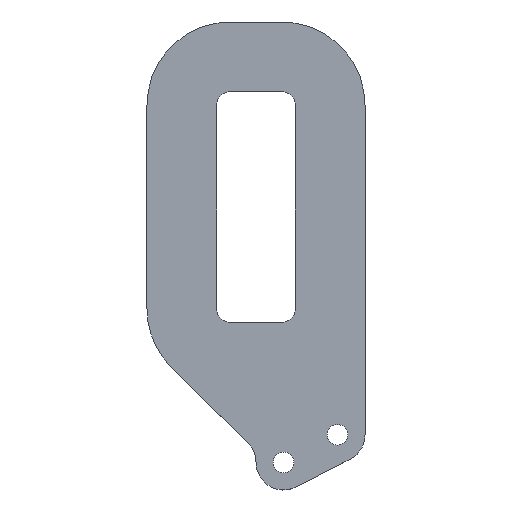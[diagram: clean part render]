
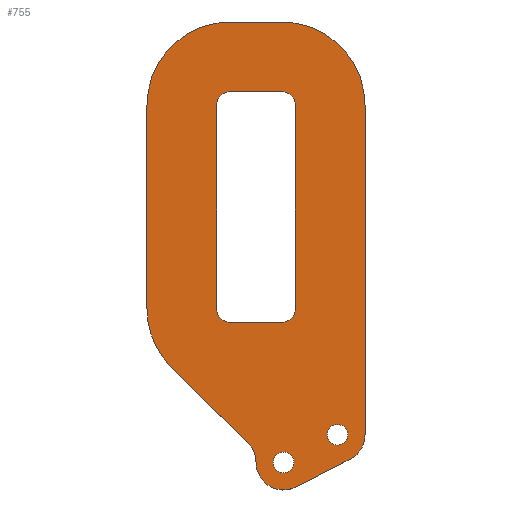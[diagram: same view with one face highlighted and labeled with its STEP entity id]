
A CAD part, top view. The second image highlights one B-rep face of the part: STEP entity #755.
In plain terms, the highlighted planar face has unit normal (0, 0, 1).
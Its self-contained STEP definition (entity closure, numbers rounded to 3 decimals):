
#52 = VERTEX_POINT('',#53);
#53 = CARTESIAN_POINT('',(-6.186,-11.569,0.62));
#59 = EDGE_CURVE('',#52,#60,#62,.T.);
#60 = VERTEX_POINT('',#61);
#61 = CARTESIAN_POINT('',(-7.9,-7.35,0.62));
#62 = CIRCLE('',#63,6.051);
#63 = AXIS2_PLACEMENT_3D('',#64,#65,#66);
#64 = CARTESIAN_POINT('',(-1.849,-7.349,0.62));
#65 = DIRECTION('',(0.,0.,-1.));
#66 = DIRECTION('',(-0.717,-0.697,-0.));
#92 = EDGE_CURVE('',#60,#93,#95,.T.);
#93 = VERTEX_POINT('',#94);
#94 = CARTESIAN_POINT('',(-7.9,7.35,0.62));
#95 = LINE('',#96,#97);
#96 = CARTESIAN_POINT('',(-7.9,-7.35,0.62));
#97 = VECTOR('',#98,1.);
#98 = DIRECTION('',(0.,1.,0.));
#123 = EDGE_CURVE('',#93,#124,#126,.T.);
#124 = VERTEX_POINT('',#125);
#125 = CARTESIAN_POINT('',(-1.85,13.4,0.62));
#126 = CIRCLE('',#127,6.05);
#127 = AXIS2_PLACEMENT_3D('',#128,#129,#130);
#128 = CARTESIAN_POINT('',(-1.85,7.35,0.62));
#129 = DIRECTION('',(0.,0.,-1.));
#130 = DIRECTION('',(-1.,0.,-0.));
#156 = EDGE_CURVE('',#124,#157,#159,.T.);
#157 = VERTEX_POINT('',#158);
#158 = CARTESIAN_POINT('',(1.85,13.4,0.62));
#159 = LINE('',#160,#161);
#160 = CARTESIAN_POINT('',(-1.85,13.4,0.62));
#161 = VECTOR('',#162,1.);
#162 = DIRECTION('',(1.,0.,0.));
#187 = EDGE_CURVE('',#157,#188,#190,.T.);
#188 = VERTEX_POINT('',#189);
#189 = CARTESIAN_POINT('',(7.9,7.35,0.62));
#190 = CIRCLE('',#191,6.05);
#191 = AXIS2_PLACEMENT_3D('',#192,#193,#194);
#192 = CARTESIAN_POINT('',(1.85,7.35,0.62));
#193 = DIRECTION('',(0.,0.,-1.));
#194 = DIRECTION('',(0.,1.,0.));
#220 = EDGE_CURVE('',#188,#221,#223,.T.);
#221 = VERTEX_POINT('',#222);
#222 = CARTESIAN_POINT('',(7.9,-16.5,0.62));
#223 = LINE('',#224,#225);
#224 = CARTESIAN_POINT('',(7.9,7.35,0.62));
#225 = VECTOR('',#226,1.);
#226 = DIRECTION('',(0.,-1.,0.));
#251 = EDGE_CURVE('',#221,#252,#254,.T.);
#252 = VERTEX_POINT('',#253);
#253 = CARTESIAN_POINT('',(6.813,-18.28,0.62));
#254 = CIRCLE('',#255,1.999);
#255 = AXIS2_PLACEMENT_3D('',#256,#257,#258);
#256 = CARTESIAN_POINT('',(5.901,-16.501,0.62));
#257 = DIRECTION('',(0.,0.,-1.));
#258 = DIRECTION('',(1.,0.001,0.));
#284 = EDGE_CURVE('',#252,#285,#287,.T.);
#285 = VERTEX_POINT('',#286);
#286 = CARTESIAN_POINT('',(2.913,-20.28,0.62));
#287 = LINE('',#288,#289);
#288 = CARTESIAN_POINT('',(6.813,-18.28,0.62));
#289 = VECTOR('',#290,1.);
#290 = DIRECTION('',(-0.89,-0.456,0.));
#315 = EDGE_CURVE('',#285,#316,#318,.T.);
#316 = VERTEX_POINT('',#317);
#317 = CARTESIAN_POINT('',(0.,-18.5,0.62));
#318 = CIRCLE('',#319,2.);
#319 = AXIS2_PLACEMENT_3D('',#320,#321,#322);
#320 = CARTESIAN_POINT('',(2.,-18.5,0.62));
#321 = DIRECTION('',(0.,0.,-1.));
#322 = DIRECTION('',(0.456,-0.89,0.));
#348 = EDGE_CURVE('',#316,#349,#351,.T.);
#349 = VERTEX_POINT('',#350);
#350 = CARTESIAN_POINT('',(-0.605,-17.067,0.62));
#351 = CIRCLE('',#352,2.004);
#352 = AXIS2_PLACEMENT_3D('',#353,#354,#355);
#353 = CARTESIAN_POINT('',(-2.004,-18.502,0.62));
#354 = DIRECTION('',(0.,0.,1.));
#355 = DIRECTION('',(1.,0.001,-0.));
#381 = EDGE_CURVE('',#349,#52,#382,.T.);
#382 = LINE('',#383,#384);
#383 = CARTESIAN_POINT('',(-0.605,-17.067,0.62));
#384 = VECTOR('',#385,1.);
#385 = DIRECTION('',(-0.712,0.702,0.));
#405 = VERTEX_POINT('',#406);
#406 = CARTESIAN_POINT('',(-2.85,-7.35,0.62));
#412 = EDGE_CURVE('',#405,#413,#415,.T.);
#413 = VERTEX_POINT('',#414);
#414 = CARTESIAN_POINT('',(-1.85,-8.35,0.62));
#415 = CIRCLE('',#416,1.);
#416 = AXIS2_PLACEMENT_3D('',#417,#418,#419);
#417 = CARTESIAN_POINT('',(-1.85,-7.35,0.62));
#418 = DIRECTION('',(0.,0.,1.));
#419 = DIRECTION('',(-1.,0.,0.));
#445 = EDGE_CURVE('',#413,#446,#448,.T.);
#446 = VERTEX_POINT('',#447);
#447 = CARTESIAN_POINT('',(1.85,-8.35,0.62));
#448 = LINE('',#449,#450);
#449 = CARTESIAN_POINT('',(-1.85,-8.35,0.62));
#450 = VECTOR('',#451,1.);
#451 = DIRECTION('',(1.,0.,0.));
#476 = EDGE_CURVE('',#446,#477,#479,.T.);
#477 = VERTEX_POINT('',#478);
#478 = CARTESIAN_POINT('',(2.85,-7.35,0.62));
#479 = CIRCLE('',#480,1.);
#480 = AXIS2_PLACEMENT_3D('',#481,#482,#483);
#481 = CARTESIAN_POINT('',(1.85,-7.35,0.62));
#482 = DIRECTION('',(0.,0.,1.));
#483 = DIRECTION('',(0.,-1.,0.));
#509 = EDGE_CURVE('',#477,#510,#512,.T.);
#510 = VERTEX_POINT('',#511);
#511 = CARTESIAN_POINT('',(2.85,7.35,0.62));
#512 = LINE('',#513,#514);
#513 = CARTESIAN_POINT('',(2.85,-7.35,0.62));
#514 = VECTOR('',#515,1.);
#515 = DIRECTION('',(0.,1.,0.));
#540 = EDGE_CURVE('',#510,#541,#543,.T.);
#541 = VERTEX_POINT('',#542);
#542 = CARTESIAN_POINT('',(1.85,8.35,0.62));
#543 = CIRCLE('',#544,1.);
#544 = AXIS2_PLACEMENT_3D('',#545,#546,#547);
#545 = CARTESIAN_POINT('',(1.85,7.35,0.62));
#546 = DIRECTION('',(0.,0.,1.));
#547 = DIRECTION('',(1.,0.,-0.));
#573 = EDGE_CURVE('',#541,#574,#576,.T.);
#574 = VERTEX_POINT('',#575);
#575 = CARTESIAN_POINT('',(-1.85,8.35,0.62));
#576 = LINE('',#577,#578);
#577 = CARTESIAN_POINT('',(1.85,8.35,0.62));
#578 = VECTOR('',#579,1.);
#579 = DIRECTION('',(-1.,0.,0.));
#604 = EDGE_CURVE('',#574,#605,#607,.T.);
#605 = VERTEX_POINT('',#606);
#606 = CARTESIAN_POINT('',(-2.85,7.35,0.62));
#607 = CIRCLE('',#608,1.);
#608 = AXIS2_PLACEMENT_3D('',#609,#610,#611);
#609 = CARTESIAN_POINT('',(-1.85,7.35,0.62));
#610 = DIRECTION('',(0.,0.,1.));
#611 = DIRECTION('',(0.,1.,0.));
#637 = EDGE_CURVE('',#605,#405,#638,.T.);
#638 = LINE('',#639,#640);
#639 = CARTESIAN_POINT('',(-2.85,7.35,0.62));
#640 = VECTOR('',#641,1.);
#641 = DIRECTION('',(0.,-1.,0.));
#661 = VERTEX_POINT('',#662);
#662 = CARTESIAN_POINT('',(2.75,-18.5,0.62));
#668 = EDGE_CURVE('',#661,#661,#669,.T.);
#669 = CIRCLE('',#670,0.75);
#670 = AXIS2_PLACEMENT_3D('',#671,#672,#673);
#671 = CARTESIAN_POINT('',(2.,-18.5,0.62));
#672 = DIRECTION('',(0.,0.,1.));
#673 = DIRECTION('',(1.,0.,-0.));
#694 = VERTEX_POINT('',#695);
#695 = CARTESIAN_POINT('',(6.65,-16.5,0.62));
#701 = EDGE_CURVE('',#694,#694,#702,.T.);
#702 = CIRCLE('',#703,0.75);
#703 = AXIS2_PLACEMENT_3D('',#704,#705,#706);
#704 = CARTESIAN_POINT('',(5.9,-16.5,0.62));
#705 = DIRECTION('',(0.,0.,1.));
#706 = DIRECTION('',(1.,0.,-0.));
#755 = ADVANCED_FACE('',(#756,#769,#779,#782),#785,.F.);
#756 = FACE_BOUND('',#757,.F.);
#757 = EDGE_LOOP('',(#758,#759,#760,#761,#762,#763,#764,#765,#766,#767,
    #768));
#758 = ORIENTED_EDGE('',*,*,#59,.T.);
#759 = ORIENTED_EDGE('',*,*,#92,.T.);
#760 = ORIENTED_EDGE('',*,*,#123,.T.);
#761 = ORIENTED_EDGE('',*,*,#156,.T.);
#762 = ORIENTED_EDGE('',*,*,#187,.T.);
#763 = ORIENTED_EDGE('',*,*,#220,.T.);
#764 = ORIENTED_EDGE('',*,*,#251,.T.);
#765 = ORIENTED_EDGE('',*,*,#284,.T.);
#766 = ORIENTED_EDGE('',*,*,#315,.T.);
#767 = ORIENTED_EDGE('',*,*,#348,.T.);
#768 = ORIENTED_EDGE('',*,*,#381,.T.);
#769 = FACE_BOUND('',#770,.F.);
#770 = EDGE_LOOP('',(#771,#772,#773,#774,#775,#776,#777,#778));
#771 = ORIENTED_EDGE('',*,*,#412,.T.);
#772 = ORIENTED_EDGE('',*,*,#445,.T.);
#773 = ORIENTED_EDGE('',*,*,#476,.T.);
#774 = ORIENTED_EDGE('',*,*,#509,.T.);
#775 = ORIENTED_EDGE('',*,*,#540,.T.);
#776 = ORIENTED_EDGE('',*,*,#573,.T.);
#777 = ORIENTED_EDGE('',*,*,#604,.T.);
#778 = ORIENTED_EDGE('',*,*,#637,.T.);
#779 = FACE_BOUND('',#780,.F.);
#780 = EDGE_LOOP('',(#781));
#781 = ORIENTED_EDGE('',*,*,#668,.T.);
#782 = FACE_BOUND('',#783,.F.);
#783 = EDGE_LOOP('',(#784));
#784 = ORIENTED_EDGE('',*,*,#701,.T.);
#785 = PLANE('',#786);
#786 = AXIS2_PLACEMENT_3D('',#787,#788,#789);
#787 = CARTESIAN_POINT('',(0.627,-2.777,0.62));
#788 = DIRECTION('',(-0.,-0.,-1.));
#789 = DIRECTION('',(-1.,0.,0.));
